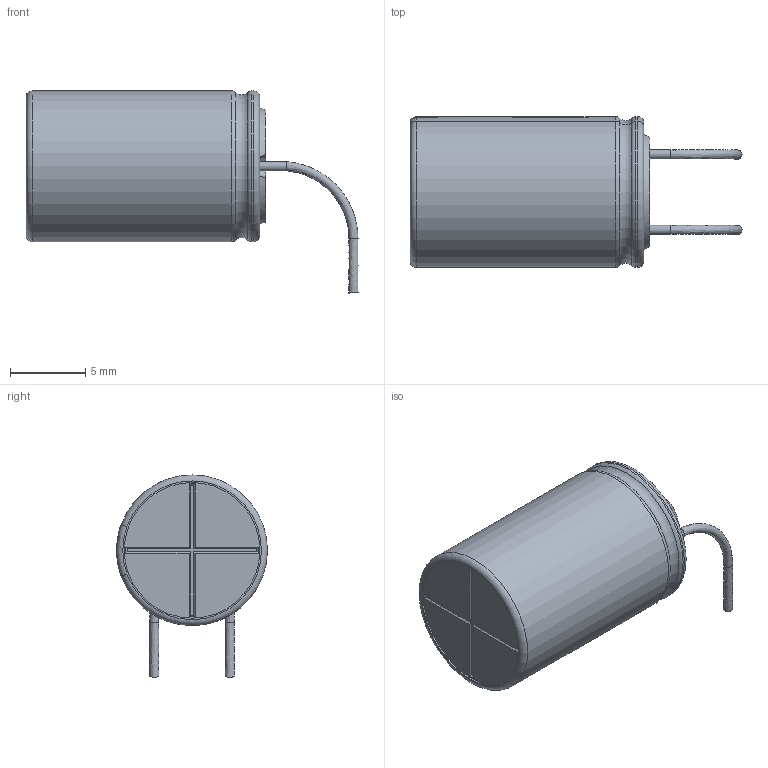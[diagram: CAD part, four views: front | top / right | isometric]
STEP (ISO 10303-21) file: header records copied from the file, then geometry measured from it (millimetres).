
FILE_DESCRIPTION(/* description */ (''),/* implementation_level */ '2;1');
FILE_NAME(/* name */ 'cap_el_d10_h16_pitch5_w0.6_bent-leads.step',/* time_stamp */ '2022-01-24T14:10:40-08:00',/* author */ (''),/* organization */ (''),/* preprocessor_version */ 'ST-DEVELOPER v18.1',/* originating_system */ 'Autodesk Translation Framework v10.13.0.1454',/* authorisation */ '');
FILE_SCHEMA (('AUTOMOTIVE_DESIGN { 1 0 10303 214 3 1 1 }'));
Length unit declared in the file: millimetre
Products named in the file (1): cap_el_d10_h16_pitch5_w0.6_bent-leads
Bounding box: 22.03 x 10.01 x 13.41 mm (x, y, z)
Volume: 1225.2 mm3; surface area: 702.2 mm2
Topology: 1 solids, 1 shells, 72 faces, 194 edges, 130 vertices
Faces by surface type: plane 42, cylinder 12, torus 10, bspline 4, cone 4
Full cylindrical faces by diameter (mm): 0.6 x2, 8 x1, 9 x1
Entity records: 2521 total; most frequent: CARTESIAN_POINT 533, DIRECTION 414, ORIENTED_EDGE 388, EDGE_CURVE 194, AXIS2_PLACEMENT_3D 157, VERTEX_POINT 130, LINE 100, VECTOR 100
